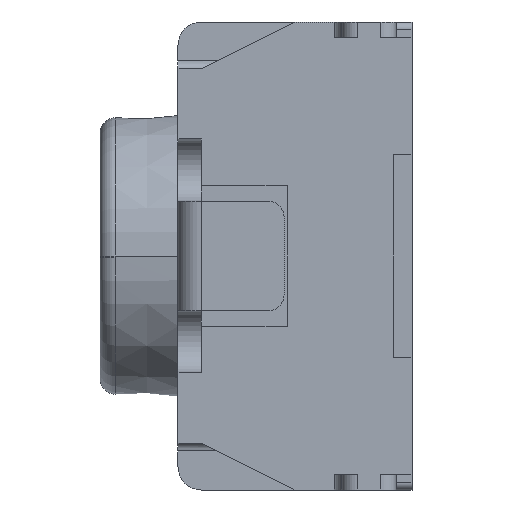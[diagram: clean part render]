
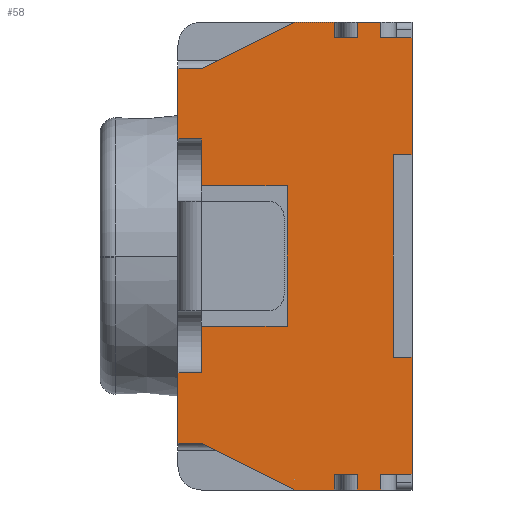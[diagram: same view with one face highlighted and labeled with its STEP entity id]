
A CAD part, left-side view. The second image highlights one B-rep face of the part: STEP entity #58.
In plain terms, the highlighted planar face has unit normal (-1, 0, 0).
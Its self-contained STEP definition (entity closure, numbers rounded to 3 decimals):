
#58=ADVANCED_FACE('',(#697),#698,.T.);
#697=FACE_OUTER_BOUND('',#1967,.T.);
#698=PLANE('',#1968);
#1967=EDGE_LOOP('',(#3368,#3369,#3370,#3371,#3372,#3373,#3374,#3375,#3376,#3377,#3378,#3379,#3380,#3381,#3382,#3383,#3384,#3385,#3386,#3387,#3388,#3389,#3390,#3391,#3392,#3393,#3394,#3395,#3396,#3397,#3398,#3399));
#1968=AXIS2_PLACEMENT_3D('',#3400,#3401,#3402);
#3368=ORIENTED_EDGE('',*,*,#8734,.F.);
#3369=ORIENTED_EDGE('',*,*,#8656,.T.);
#3370=ORIENTED_EDGE('',*,*,#8735,.T.);
#3371=ORIENTED_EDGE('',*,*,#8736,.F.);
#3372=ORIENTED_EDGE('',*,*,#8737,.F.);
#3373=ORIENTED_EDGE('',*,*,#8738,.T.);
#3374=ORIENTED_EDGE('',*,*,#8739,.T.);
#3375=ORIENTED_EDGE('',*,*,#8740,.F.);
#3376=ORIENTED_EDGE('',*,*,#8741,.T.);
#3377=ORIENTED_EDGE('',*,*,#8742,.T.);
#3378=ORIENTED_EDGE('',*,*,#8743,.F.);
#3379=ORIENTED_EDGE('',*,*,#8744,.F.);
#3380=ORIENTED_EDGE('',*,*,#8745,.T.);
#3381=ORIENTED_EDGE('',*,*,#8746,.T.);
#3382=ORIENTED_EDGE('',*,*,#8747,.T.);
#3383=ORIENTED_EDGE('',*,*,#8748,.T.);
#3384=ORIENTED_EDGE('',*,*,#8749,.F.);
#3385=ORIENTED_EDGE('',*,*,#8750,.T.);
#3386=ORIENTED_EDGE('',*,*,#8751,.F.);
#3387=ORIENTED_EDGE('',*,*,#8752,.F.);
#3388=ORIENTED_EDGE('',*,*,#8753,.T.);
#3389=ORIENTED_EDGE('',*,*,#8754,.T.);
#3390=ORIENTED_EDGE('',*,*,#8755,.F.);
#3391=ORIENTED_EDGE('',*,*,#8756,.T.);
#3392=ORIENTED_EDGE('',*,*,#8757,.T.);
#3393=ORIENTED_EDGE('',*,*,#8758,.T.);
#3394=ORIENTED_EDGE('',*,*,#8759,.T.);
#3395=ORIENTED_EDGE('',*,*,#8760,.F.);
#3396=ORIENTED_EDGE('',*,*,#8761,.T.);
#3397=ORIENTED_EDGE('',*,*,#8660,.T.);
#3398=ORIENTED_EDGE('',*,*,#8762,.T.);
#3399=ORIENTED_EDGE('',*,*,#8730,.T.);
#3400=CARTESIAN_POINT('',(-2.0,0.0,-1.5));
#3401=DIRECTION('',(-1.0,0.0,0.0));
#3402=DIRECTION('',(0.0,0.0,1.0));
#8656=EDGE_CURVE('',#10465,#10463,#10466,.T.);
#8660=EDGE_CURVE('',#10473,#10471,#10474,.T.);
#8730=EDGE_CURVE('',#10598,#10603,#10605,.T.);
#8734=EDGE_CURVE('',#10465,#10603,#10611,.T.);
#8735=EDGE_CURVE('',#10463,#10612,#10613,.T.);
#8736=EDGE_CURVE('',#10614,#10612,#10615,.T.);
#8737=EDGE_CURVE('',#10616,#10614,#10617,.T.);
#8738=EDGE_CURVE('',#10616,#10618,#10619,.T.);
#8739=EDGE_CURVE('',#10618,#10620,#10621,.T.);
#8740=EDGE_CURVE('',#10622,#10620,#10623,.T.);
#8741=EDGE_CURVE('',#10622,#10624,#10625,.T.);
#8742=EDGE_CURVE('',#10624,#10626,#10627,.T.);
#8743=EDGE_CURVE('',#10628,#10626,#10629,.T.);
#8744=EDGE_CURVE('',#10630,#10628,#10631,.T.);
#8745=EDGE_CURVE('',#10630,#10632,#10633,.T.);
#8746=EDGE_CURVE('',#10632,#10634,#10635,.T.);
#8747=EDGE_CURVE('',#10634,#10636,#10637,.T.);
#8748=EDGE_CURVE('',#10636,#10638,#10639,.T.);
#8749=EDGE_CURVE('',#10640,#10638,#10641,.T.);
#8750=EDGE_CURVE('',#10640,#10642,#10643,.T.);
#8751=EDGE_CURVE('',#10644,#10642,#10645,.T.);
#8752=EDGE_CURVE('',#10646,#10644,#10647,.T.);
#8753=EDGE_CURVE('',#10646,#10648,#10649,.T.);
#8754=EDGE_CURVE('',#10648,#10650,#10651,.T.);
#8755=EDGE_CURVE('',#10652,#10650,#10653,.T.);
#8756=EDGE_CURVE('',#10652,#10654,#10655,.T.);
#8757=EDGE_CURVE('',#10654,#10656,#10657,.T.);
#8758=EDGE_CURVE('',#10656,#10658,#10659,.T.);
#8759=EDGE_CURVE('',#10658,#10660,#10661,.T.);
#8760=EDGE_CURVE('',#10662,#10660,#10663,.T.);
#8761=EDGE_CURVE('',#10662,#10473,#10664,.T.);
#8762=EDGE_CURVE('',#10471,#10598,#10665,.T.);
#10463=VERTEX_POINT('',#13434);
#10465=VERTEX_POINT('',#13437);
#10466=LINE('',#13438,#13439);
#10471=VERTEX_POINT('',#13446);
#10473=VERTEX_POINT('',#13449);
#10474=LINE('',#13450,#13451);
#10598=VERTEX_POINT('',#13635);
#10603=VERTEX_POINT('',#13642);
#10605=LINE('',#13645,#13646);
#10611=LINE('',#13655,#13656);
#10612=VERTEX_POINT('',#13657);
#10613=LINE('',#13658,#13659);
#10614=VERTEX_POINT('',#13660);
#10615=LINE('',#13661,#13662);
#10616=VERTEX_POINT('',#13663);
#10617=LINE('',#13664,#13665);
#10618=VERTEX_POINT('',#13666);
#10619=LINE('',#13667,#13668);
#10620=VERTEX_POINT('',#13669);
#10621=LINE('',#13670,#13671);
#10622=VERTEX_POINT('',#13672);
#10623=LINE('',#13673,#13674);
#10624=VERTEX_POINT('',#13675);
#10625=LINE('',#13676,#13677);
#10626=VERTEX_POINT('',#13678);
#10627=LINE('',#13679,#13680);
#10628=VERTEX_POINT('',#13681);
#10629=LINE('',#13682,#13683);
#10630=VERTEX_POINT('',#13684);
#10631=LINE('',#13685,#13686);
#10632=VERTEX_POINT('',#13687);
#10633=LINE('',#13688,#13689);
#10634=VERTEX_POINT('',#13690);
#10635=LINE('',#13691,#13692);
#10636=VERTEX_POINT('',#13693);
#10637=LINE('',#13694,#13695);
#10638=VERTEX_POINT('',#13696);
#10639=LINE('',#13697,#13698);
#10640=VERTEX_POINT('',#13699);
#10641=LINE('',#13700,#13701);
#10642=VERTEX_POINT('',#13702);
#10643=LINE('',#13703,#13704);
#10644=VERTEX_POINT('',#13705);
#10645=LINE('',#13706,#13707);
#10646=VERTEX_POINT('',#13708);
#10647=LINE('',#13709,#13710);
#10648=VERTEX_POINT('',#13711);
#10649=LINE('',#13712,#13713);
#10650=VERTEX_POINT('',#13714);
#10651=LINE('',#13715,#13716);
#10652=VERTEX_POINT('',#13717);
#10653=LINE('',#13718,#13719);
#10654=VERTEX_POINT('',#13720);
#10655=LINE('',#13721,#13722);
#10656=VERTEX_POINT('',#13723);
#10657=LINE('',#13724,#13725);
#10658=VERTEX_POINT('',#13726);
#10659=LINE('',#13727,#13728);
#10660=VERTEX_POINT('',#13729);
#10661=LINE('',#13730,#13731);
#10662=VERTEX_POINT('',#13732);
#10663=LINE('',#13733,#13734);
#10664=LINE('',#13735,#13736);
#10665=LINE('',#13737,#13738);
#13434=CARTESIAN_POINT('',(-2.0,0.0,1.4));
#13437=CARTESIAN_POINT('',(-2.0,0.0,0.65));
#13438=CARTESIAN_POINT('',(-2.0,0.0,0.65));
#13439=VECTOR('',#18042,0.75);
#13446=CARTESIAN_POINT('',(-2.0,0.0,-0.65));
#13449=CARTESIAN_POINT('',(-2.0,0.0,-1.4));
#13450=CARTESIAN_POINT('',(-2.0,0.0,-1.4));
#13451=VECTOR('',#18046,0.75);
#13635=CARTESIAN_POINT('',(-2.0,0.12,-0.65));
#13642=CARTESIAN_POINT('',(-2.0,0.12,0.65));
#13645=CARTESIAN_POINT('',(-2.0,0.12,-0.65));
#13646=VECTOR('',#18128,1.3);
#13655=CARTESIAN_POINT('',(-2.0,0.0,0.65));
#13656=VECTOR('',#18132,0.12);
#13657=CARTESIAN_POINT('',(-2.0,0.2,1.4));
#13658=CARTESIAN_POINT('',(-2.0,0.0,1.4));
#13659=VECTOR('',#18133,0.2);
#13660=CARTESIAN_POINT('',(-2.0,0.2,1.5));
#13661=CARTESIAN_POINT('',(-2.0,0.2,1.5));
#13662=VECTOR('',#18134,0.1);
#13663=CARTESIAN_POINT('',(-2.0,0.35,1.5));
#13664=CARTESIAN_POINT('',(-2.0,0.35,1.5));
#13665=VECTOR('',#18135,0.15);
#13666=CARTESIAN_POINT('',(-2.0,0.35,1.4));
#13667=CARTESIAN_POINT('',(-2.0,0.35,1.5));
#13668=VECTOR('',#18136,0.1);
#13669=CARTESIAN_POINT('',(-2.0,0.5,1.4));
#13670=CARTESIAN_POINT('',(-2.0,0.35,1.4));
#13671=VECTOR('',#18137,0.15);
#13672=CARTESIAN_POINT('',(-2.0,0.5,1.5));
#13673=CARTESIAN_POINT('',(-2.0,0.5,1.5));
#13674=VECTOR('',#18138,0.1);
#13675=CARTESIAN_POINT('',(-2.0,0.75,1.5));
#13676=CARTESIAN_POINT('',(-2.0,0.5,1.5));
#13677=VECTOR('',#18139,0.25);
#13678=CARTESIAN_POINT('',(-2.0,1.35,1.2));
#13679=CARTESIAN_POINT('',(-2.0,0.75,1.5));
#13680=VECTOR('',#18140,0.671);
#13681=CARTESIAN_POINT('',(-2.0,1.5,1.2));
#13682=CARTESIAN_POINT('',(-2.0,1.5,1.2));
#13683=VECTOR('',#18141,0.15);
#13684=CARTESIAN_POINT('',(-2.0,1.5,0.75));
#13685=CARTESIAN_POINT('',(-2.0,1.5,0.75));
#13686=VECTOR('',#18142,0.45);
#13687=CARTESIAN_POINT('',(-2.0,1.35,0.75));
#13688=CARTESIAN_POINT('',(-2.0,1.5,0.75));
#13689=VECTOR('',#18143,0.15);
#13690=CARTESIAN_POINT('',(-2.0,1.35,0.45));
#13691=CARTESIAN_POINT('',(-2.0,1.35,0.75));
#13692=VECTOR('',#18144,0.3);
#13693=CARTESIAN_POINT('',(-2.0,0.8,0.45));
#13694=CARTESIAN_POINT('',(-2.0,1.35,0.45));
#13695=VECTOR('',#18145,0.55);
#13696=CARTESIAN_POINT('',(-2.0,0.8,-0.45));
#13697=CARTESIAN_POINT('',(-2.0,0.8,0.45));
#13698=VECTOR('',#18146,0.9);
#13699=CARTESIAN_POINT('',(-2.0,1.35,-0.45));
#13700=CARTESIAN_POINT('',(-2.0,1.35,-0.45));
#13701=VECTOR('',#18147,0.55);
#13702=CARTESIAN_POINT('',(-2.0,1.35,-0.75));
#13703=CARTESIAN_POINT('',(-2.0,1.35,-0.45));
#13704=VECTOR('',#18148,0.3);
#13705=CARTESIAN_POINT('',(-2.0,1.5,-0.75));
#13706=CARTESIAN_POINT('',(-2.0,1.5,-0.75));
#13707=VECTOR('',#18149,0.15);
#13708=CARTESIAN_POINT('',(-2.0,1.5,-1.2));
#13709=CARTESIAN_POINT('',(-2.0,1.5,-1.2));
#13710=VECTOR('',#18150,0.45);
#13711=CARTESIAN_POINT('',(-2.0,1.35,-1.2));
#13712=CARTESIAN_POINT('',(-2.0,1.5,-1.2));
#13713=VECTOR('',#18151,0.15);
#13714=CARTESIAN_POINT('',(-2.0,0.75,-1.5));
#13715=CARTESIAN_POINT('',(-2.0,1.35,-1.2));
#13716=VECTOR('',#18152,0.671);
#13717=CARTESIAN_POINT('',(-2.0,0.5,-1.5));
#13718=CARTESIAN_POINT('',(-2.0,0.5,-1.5));
#13719=VECTOR('',#18153,0.25);
#13720=CARTESIAN_POINT('',(-2.0,0.5,-1.4));
#13721=CARTESIAN_POINT('',(-2.0,0.5,-1.5));
#13722=VECTOR('',#18154,0.1);
#13723=CARTESIAN_POINT('',(-2.0,0.35,-1.4));
#13724=CARTESIAN_POINT('',(-2.0,0.5,-1.4));
#13725=VECTOR('',#18155,0.15);
#13726=CARTESIAN_POINT('',(-2.0,0.35,-1.5));
#13727=CARTESIAN_POINT('',(-2.0,0.35,-1.4));
#13728=VECTOR('',#18156,0.1);
#13729=CARTESIAN_POINT('',(-2.0,0.2,-1.5));
#13730=CARTESIAN_POINT('',(-2.0,0.35,-1.5));
#13731=VECTOR('',#18157,0.15);
#13732=CARTESIAN_POINT('',(-2.0,0.2,-1.4));
#13733=CARTESIAN_POINT('',(-2.0,0.2,-1.4));
#13734=VECTOR('',#18158,0.1);
#13735=CARTESIAN_POINT('',(-2.0,0.2,-1.4));
#13736=VECTOR('',#18159,0.2);
#13737=CARTESIAN_POINT('',(-2.0,0.0,-0.65));
#13738=VECTOR('',#18160,0.12);
#18042=DIRECTION('',(0.0,0.0,1.0));
#18046=DIRECTION('',(0.0,0.0,1.0));
#18128=DIRECTION('',(0.0,0.0,1.0));
#18132=DIRECTION('',(0.0,1.0,0.0));
#18133=DIRECTION('',(0.0,1.0,0.0));
#18134=DIRECTION('',(0.0,0.0,-1.0));
#18135=DIRECTION('',(0.0,-1.0,0.0));
#18136=DIRECTION('',(0.0,0.0,-1.0));
#18137=DIRECTION('',(0.0,1.0,0.0));
#18138=DIRECTION('',(0.0,0.0,-1.0));
#18139=DIRECTION('',(0.0,1.0,0.0));
#18140=DIRECTION('',(0.0,0.894,-0.447));
#18141=DIRECTION('',(0.0,-1.0,0.0));
#18142=DIRECTION('',(0.0,0.0,1.0));
#18143=DIRECTION('',(0.0,-1.0,0.0));
#18144=DIRECTION('',(0.0,0.0,-1.0));
#18145=DIRECTION('',(0.0,-1.0,0.0));
#18146=DIRECTION('',(0.0,0.0,-1.0));
#18147=DIRECTION('',(0.0,-1.0,0.0));
#18148=DIRECTION('',(0.0,0.0,-1.0));
#18149=DIRECTION('',(0.0,-1.0,0.0));
#18150=DIRECTION('',(0.0,0.0,1.0));
#18151=DIRECTION('',(0.0,-1.0,0.0));
#18152=DIRECTION('',(0.0,-0.894,-0.447));
#18153=DIRECTION('',(0.0,1.0,0.0));
#18154=DIRECTION('',(0.0,0.0,1.0));
#18155=DIRECTION('',(0.0,-1.0,0.0));
#18156=DIRECTION('',(0.0,0.0,-1.0));
#18157=DIRECTION('',(0.0,-1.0,0.0));
#18158=DIRECTION('',(0.0,0.0,-1.0));
#18159=DIRECTION('',(0.0,-1.0,0.0));
#18160=DIRECTION('',(0.0,1.0,0.0));
